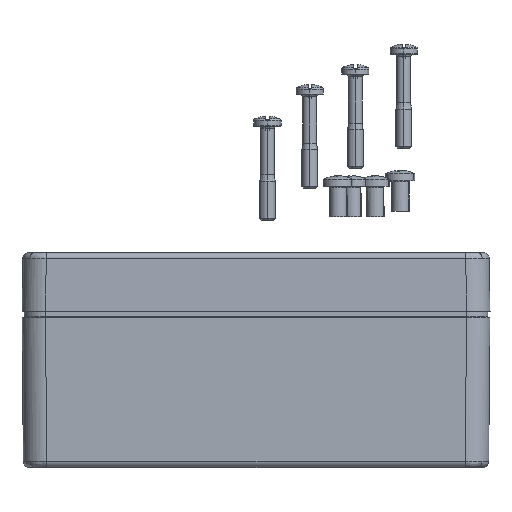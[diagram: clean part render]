
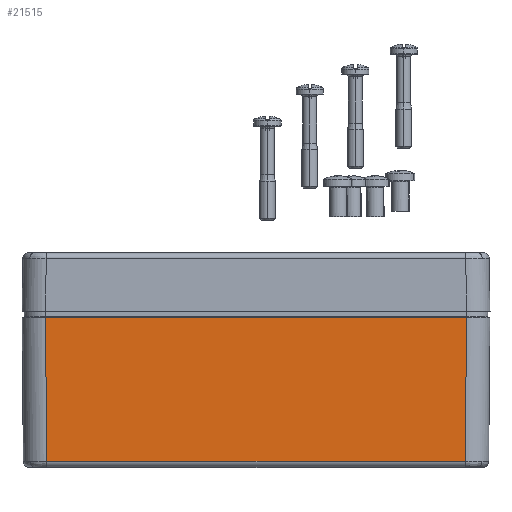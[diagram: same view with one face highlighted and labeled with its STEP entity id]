
A CAD part, top view. The second image highlights one B-rep face of the part: STEP entity #21515.
In plain terms, the highlighted planar face has unit normal (0, -0.008, 1).
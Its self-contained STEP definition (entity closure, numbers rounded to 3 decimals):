
#2224 = VERTEX_POINT ( 'NONE', #25035 ) ;
#2283 = VERTEX_POINT ( 'NONE', #25219 ) ;
#2332 = EDGE_CURVE ( 'NONE', #2224, #2283, #25368, .T. ) ;
#2528 = DIRECTION ( 'NONE',  ( 1., 0., 0. ) ) ;
#2529 = VECTOR ( 'NONE', #2528, 1000. ) ;
#2530 = CARTESIAN_POINT ( 'NONE',  ( -60., -40.013, 39.665 ) ) ;
#2531 = LINE ( 'NONE', #2530, #2529 ) ;
#3510 = CARTESIAN_POINT ( 'NONE',  ( 53.665, -40.013, 39.665 ) ) ;
#10466 = DIRECTION ( 'NONE',  ( 0.008, 1., 0.008 ) ) ;
#10467 = VECTOR ( 'NONE', #10466, 1000. ) ;
#10468 = CARTESIAN_POINT ( 'NONE',  ( 53.992, -0.955, 39.992 ) ) ;
#10469 = LINE ( 'NONE', #10468, #10467 ) ;
#10490 = DIRECTION ( 'NONE',  ( 0., -1., -0.008 ) ) ;
#10491 = DIRECTION ( 'NONE',  ( 0., -0.008, 1. ) ) ;
#10493 = AXIS2_PLACEMENT_3D ( 'NONE', #10496, #10491, #10490 ) ;
#10496 = CARTESIAN_POINT ( 'NONE',  ( -60., 0., 40. ) ) ;
#10497 = PLANE ( 'NONE',  #10493 ) ;
#10501 = FACE_OUTER_BOUND ( 'NONE', #21497, .T. ) ;
#11418 = DIRECTION ( 'NONE',  ( 0.008, -1., -0.008 ) ) ;
#11419 = VECTOR ( 'NONE', #11418, 1000. ) ;
#11420 = CARTESIAN_POINT ( 'NONE',  ( -54.001, 0.05, 40. ) ) ;
#11421 = LINE ( 'NONE', #11420, #11419 ) ;
#17982 = EDGE_CURVE ( 'NONE', #42459, #18352, #2531, .T. ) ;
#18352 = VERTEX_POINT ( 'NONE', #3510 ) ;
#21332 = EDGE_CURVE ( 'NONE', #18352, #2224, #10469, .T. ) ;
#21333 = ORIENTED_EDGE ( 'NONE', *, *, #21332, .T. ) ;
#21497 = EDGE_LOOP ( 'NONE', ( #21333, #25350, #25280, #22457 ) ) ;
#21515 = ADVANCED_FACE ( 'NONE', ( #10501 ), #10497, .T. ) ;
#22457 = ORIENTED_EDGE ( 'NONE', *, *, #17982, .T. ) ;
#25035 = CARTESIAN_POINT ( 'NONE',  ( 53.975, -3., 39.975 ) ) ;
#25219 = CARTESIAN_POINT ( 'NONE',  ( -53.975, -3., 39.975 ) ) ;
#25280 = ORIENTED_EDGE ( 'NONE', *, *, #25302, .T. ) ;
#25302 = EDGE_CURVE ( 'NONE', #2283, #42459, #11421, .T. ) ;
#25350 = ORIENTED_EDGE ( 'NONE', *, *, #2332, .T. ) ;
#25365 = DIRECTION ( 'NONE',  ( -1., 0., 0. ) ) ;
#25366 = VECTOR ( 'NONE', #25365, 1000. ) ;
#25367 = CARTESIAN_POINT ( 'NONE',  ( -60., -3., 39.975 ) ) ;
#25368 = LINE ( 'NONE', #25367, #25366 ) ;
#36637 = CARTESIAN_POINT ( 'NONE',  ( -53.665, -40.013, 39.665 ) ) ;
#42459 = VERTEX_POINT ( 'NONE', #36637 ) ;
